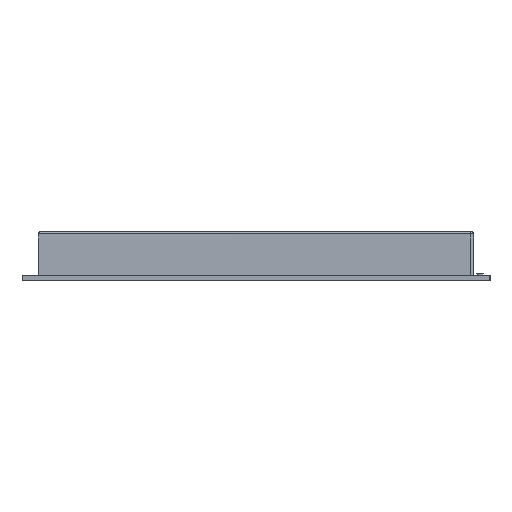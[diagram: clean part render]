
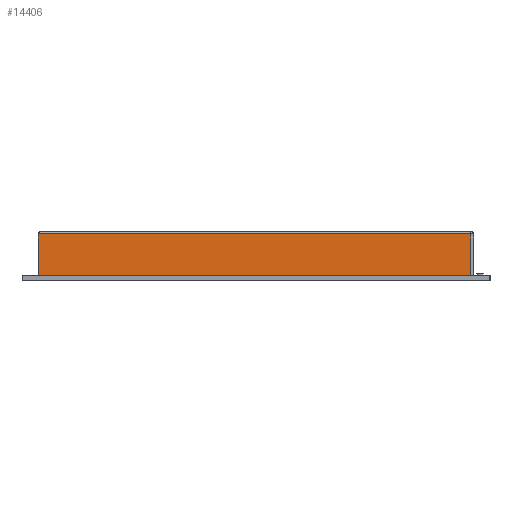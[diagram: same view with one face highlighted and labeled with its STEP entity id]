
A CAD part, front view. The second image highlights one B-rep face of the part: STEP entity #14406.
In plain terms, the highlighted planar face has unit normal (0, -1, 0).
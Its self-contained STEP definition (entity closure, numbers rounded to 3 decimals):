
#447 = AXIS2_PLACEMENT_3D ( 'NONE', #11761, #8649, #7094 ) ;
#1542 = VERTEX_POINT ( 'NONE', #18481 ) ;
#2873 = CARTESIAN_POINT ( 'NONE',  ( -7.902, -8.821, 1.8 ) ) ;
#3079 = LINE ( 'NONE', #2873, #6568 ) ;
#4442 = DIRECTION ( 'NONE',  ( 1., 0., 0. ) ) ;
#4542 = CARTESIAN_POINT ( 'NONE',  ( -7.902, -8.821, 0.2 ) ) ;
#4871 = ORIENTED_EDGE ( 'NONE', *, *, #6338, .T. ) ;
#5240 = DIRECTION ( 'NONE',  ( 0., 0., 1. ) ) ;
#5447 = CARTESIAN_POINT ( 'NONE',  ( 7.802, -8.821, 0.2 ) ) ;
#5449 = LINE ( 'NONE', #8882, #5623 ) ;
#5623 = VECTOR ( 'NONE', #5240, 1000. ) ;
#6338 = EDGE_CURVE ( 'NONE', #17967, #20169, #5449, .T. ) ;
#6568 = VECTOR ( 'NONE', #9111, 1000. ) ;
#7094 = DIRECTION ( 'NONE',  ( 0., 0., 1. ) ) ;
#8018 = ORIENTED_EDGE ( 'NONE', *, *, #16461, .T. ) ;
#8137 = CARTESIAN_POINT ( 'NONE',  ( 7.802, -8.821, 1.7 ) ) ;
#8607 = VERTEX_POINT ( 'NONE', #14523 ) ;
#8649 = DIRECTION ( 'NONE',  ( 0., 1., 0. ) ) ;
#8882 = CARTESIAN_POINT ( 'NONE',  ( 7.802, -8.821, 1.8 ) ) ;
#9111 = DIRECTION ( 'NONE',  ( 0., 0., -1. ) ) ;
#9957 = CARTESIAN_POINT ( 'NONE',  ( -7.902, -8.821, 1.7 ) ) ;
#11761 = CARTESIAN_POINT ( 'NONE',  ( -7.902, -8.821, 1.8 ) ) ;
#12632 = LINE ( 'NONE', #4542, #17442 ) ;
#13950 = ORIENTED_EDGE ( 'NONE', *, *, #19893, .T. ) ;
#14406 = ADVANCED_FACE ( 'NONE', ( #19036 ), #19629, .F. ) ;
#14496 = DIRECTION ( 'NONE',  ( -1., 0., 0. ) ) ;
#14523 = CARTESIAN_POINT ( 'NONE',  ( -7.902, -8.821, 1.7 ) ) ;
#14810 = LINE ( 'NONE', #9957, #19488 ) ;
#15728 = ORIENTED_EDGE ( 'NONE', *, *, #20441, .T. ) ;
#16461 = EDGE_CURVE ( 'NONE', #1542, #17967, #12632, .T. ) ;
#17442 = VECTOR ( 'NONE', #4442, 1000. ) ;
#17967 = VERTEX_POINT ( 'NONE', #5447 ) ;
#18481 = CARTESIAN_POINT ( 'NONE',  ( -7.902, -8.821, 0.2 ) ) ;
#19036 = FACE_OUTER_BOUND ( 'NONE', #19399, .T. ) ;
#19399 = EDGE_LOOP ( 'NONE', ( #8018, #4871, #15728, #13950 ) ) ;
#19488 = VECTOR ( 'NONE', #14496, 1000. ) ;
#19629 = PLANE ( 'NONE',  #447 ) ;
#19893 = EDGE_CURVE ( 'NONE', #8607, #1542, #3079, .T. ) ;
#20169 = VERTEX_POINT ( 'NONE', #8137 ) ;
#20441 = EDGE_CURVE ( 'NONE', #20169, #8607, #14810, .T. ) ;
